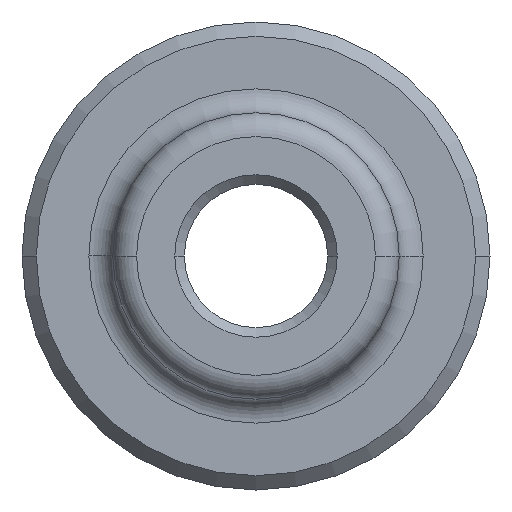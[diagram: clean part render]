
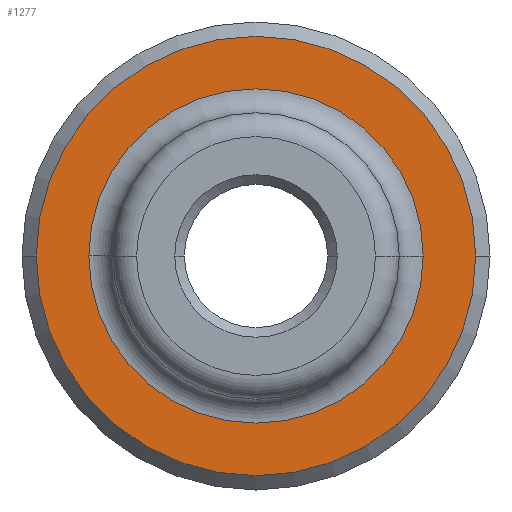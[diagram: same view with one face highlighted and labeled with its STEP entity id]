
A CAD part, front view. The second image highlights one B-rep face of the part: STEP entity #1277.
In plain terms, the highlighted planar face has unit normal (0, -1, 0).
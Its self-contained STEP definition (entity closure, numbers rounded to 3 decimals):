
#368=CARTESIAN_POINT('',(0.,-9.5,0.));
#369=DIRECTION('',(0.,-1.,0.));
#370=DIRECTION('',(1.,0.,0.));
#371=AXIS2_PLACEMENT_3D('',#368,#369,#370);
#373=CARTESIAN_POINT('',(0.,-9.5,0.));
#374=DIRECTION('',(0.,-1.,0.));
#375=DIRECTION('',(-1.,0.,0.));
#376=AXIS2_PLACEMENT_3D('',#373,#374,#375);
#378=CARTESIAN_POINT('',(0.,-9.5,0.));
#379=DIRECTION('',(0.,-1.,0.));
#380=DIRECTION('',(-1.,0.,0.));
#381=AXIS2_PLACEMENT_3D('',#378,#379,#380);
#383=CARTESIAN_POINT('',(0.,-9.5,0.));
#384=DIRECTION('',(0.,-1.,0.));
#385=DIRECTION('',(1.,0.,0.));
#386=AXIS2_PLACEMENT_3D('',#383,#384,#385);
#666=CARTESIAN_POINT('',(3.5,-9.5,0.));
#667=CARTESIAN_POINT('',(-3.5,-9.5,0.));
#668=VERTEX_POINT('',#666);
#669=VERTEX_POINT('',#667);
#694=CARTESIAN_POINT('',(-4.6,-9.5,0.));
#695=CARTESIAN_POINT('',(4.6,-9.5,0.));
#696=VERTEX_POINT('',#694);
#697=VERTEX_POINT('',#695);
#1261=CARTESIAN_POINT('',(0.,-9.5,0.));
#1262=DIRECTION('',(0.,1.,0.));
#1263=DIRECTION('',(1.,0.,0.));
#1264=AXIS2_PLACEMENT_3D('',#1261,#1262,#1263);
#1265=PLANE('',#1264);
#1267=ORIENTED_EDGE('',*,*,#1266,.F.);
#1268=ORIENTED_EDGE('',*,*,#1251,.F.);
#1269=EDGE_LOOP('',(#1267,#1268));
#1270=FACE_OUTER_BOUND('',#1269,.F.);
#1272=ORIENTED_EDGE('',*,*,#1271,.T.);
#1274=ORIENTED_EDGE('',*,*,#1273,.T.);
#1275=EDGE_LOOP('',(#1272,#1274));
#1276=FACE_BOUND('',#1275,.F.);
#1277=ADVANCED_FACE('',(#1270,#1276),#1265,.F.);
#372=CIRCLE('',#371,3.5);
#377=CIRCLE('',#376,3.5);
#382=CIRCLE('',#381,4.6);
#387=CIRCLE('',#386,4.6);
#1251=EDGE_CURVE('',#697,#696,#387,.T.);
#1266=EDGE_CURVE('',#696,#697,#382,.T.);
#1271=EDGE_CURVE('',#668,#669,#372,.T.);
#1273=EDGE_CURVE('',#669,#668,#377,.T.);
